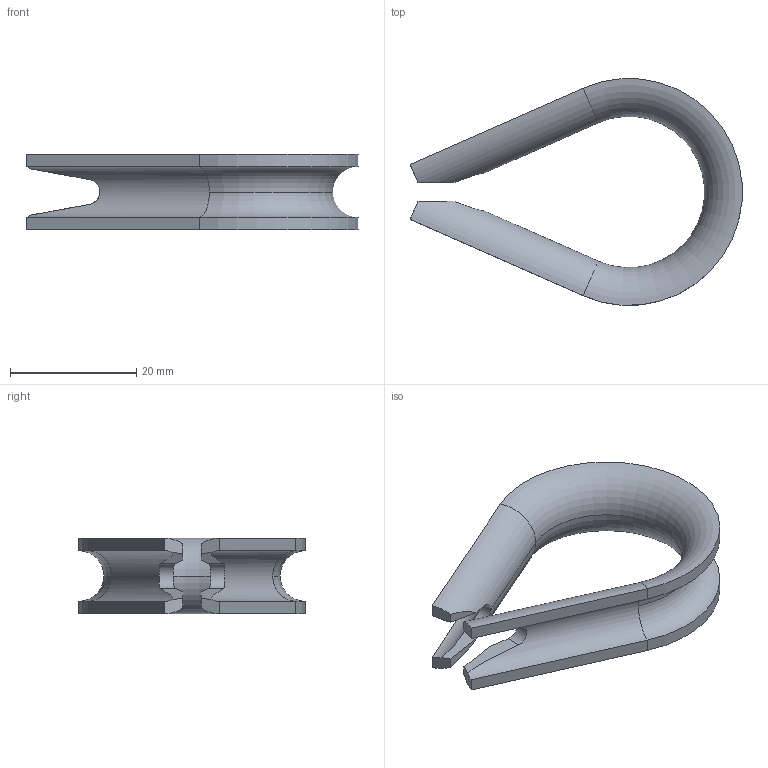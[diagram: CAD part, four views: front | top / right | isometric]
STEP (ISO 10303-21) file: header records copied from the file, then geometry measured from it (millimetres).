
FILE_DESCRIPTION (( 'STEP AP203' ), '1' );
FILE_NAME ('T38900.STEP', '2018-07-23T09:05:48', ( '' ), ( '' ), 'SwSTEP 2.0', 'SolidWorks 2016', '' );
FILE_SCHEMA (( 'CONFIG_CONTROL_DESIGN' ));
Length unit declared in the file: millimetre
Products named in the file (1): T38900
Bounding box: 52.64 x 35.91 x 12 mm (x, y, z)
Volume: 3483 mm3; surface area: 4128.4 mm2
Topology: 1 solids, 1 shells, 30 faces, 74 edges, 46 vertices
Faces by surface type: plane 16, cylinder 10, torus 4
Entity records: 1047 total; most frequent: CARTESIAN_POINT 289, ORIENTED_EDGE 148, DIRECTION 140, EDGE_CURVE 74, AXIS2_PLACEMENT_3D 53, VERTEX_POINT 46, LINE 34, VECTOR 34
